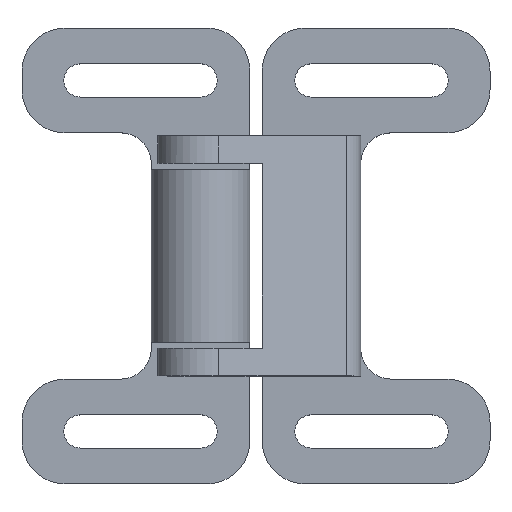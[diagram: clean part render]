
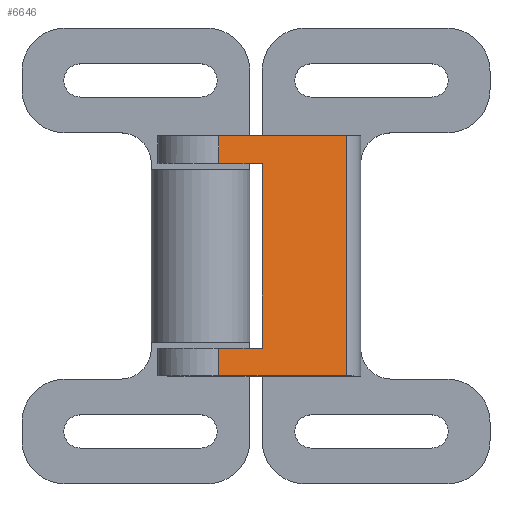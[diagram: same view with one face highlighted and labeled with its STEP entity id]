
A CAD part, top view. The second image highlights one B-rep face of the part: STEP entity #6646.
In plain terms, the highlighted planar face has unit normal (0.423, 0, 0.906).
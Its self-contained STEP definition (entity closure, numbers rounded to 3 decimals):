
#5357=CARTESIAN_POINT('',(0.807,0.866,0.711));
#5358=VERTEX_POINT('',#5357);
#5365=CARTESIAN_POINT('',(0.807,2.047,0.711));
#5366=VERTEX_POINT('',#5365);
#5367=CARTESIAN_POINT('',(0.807,2.047,0.711));
#5368=DIRECTION('',(0.0,-1.0,0.0));
#5369=VECTOR('',#5368,1.181);
#5370=LINE('',#5367,#5369);
#5371=EDGE_CURVE('',#5366,#5358,#5370,.T.);
#6339=CARTESIAN_POINT('',(0.53,2.047,0.84));
#6340=VERTEX_POINT('',#6339);
#6341=CARTESIAN_POINT('',(0.53,2.047,0.84));
#6342=DIRECTION('',(0.906,0.0,-0.423));
#6343=VECTOR('',#6342,0.306);
#6344=LINE('',#6341,#6343);
#6345=EDGE_CURVE('',#6340,#5366,#6344,.T.);
#6432=CARTESIAN_POINT('',(0.53,0.866,0.84));
#6433=VERTEX_POINT('',#6432);
#6441=CARTESIAN_POINT('',(0.53,0.866,0.84));
#6442=DIRECTION('',(0.906,0.,-0.423));
#6443=VECTOR('',#6442,0.306);
#6444=LINE('',#6441,#6443);
#6445=EDGE_CURVE('',#6433,#5358,#6444,.T.);
#6512=CARTESIAN_POINT('',(0.53,2.224,0.84));
#6513=VERTEX_POINT('',#6512);
#6521=CARTESIAN_POINT('',(1.346,2.224,0.46));
#6522=VERTEX_POINT('',#6521);
#6523=CARTESIAN_POINT('',(0.53,2.224,0.84));
#6524=DIRECTION('',(0.906,0.0,-0.423));
#6525=VECTOR('',#6524,0.901);
#6526=LINE('',#6523,#6525);
#6527=EDGE_CURVE('',#6513,#6522,#6526,.T.);
#6567=CARTESIAN_POINT('',(1.346,0.689,0.46));
#6568=VERTEX_POINT('',#6567);
#6576=CARTESIAN_POINT('',(0.53,0.689,0.84));
#6577=VERTEX_POINT('',#6576);
#6578=CARTESIAN_POINT('',(0.53,0.689,0.84));
#6579=DIRECTION('',(0.906,0.,-0.423));
#6580=VECTOR('',#6579,0.901);
#6581=LINE('',#6578,#6580);
#6582=EDGE_CURVE('',#6577,#6568,#6581,.T.);
#6616=CARTESIAN_POINT('',(1.387,0.612,0.441));
#6617=DIRECTION('',(-0.423,0.,-0.906));
#6618=DIRECTION('',(-0.906,0.,0.423));
#6619=AXIS2_PLACEMENT_3D('',#6616,#6617,#6618);
#6620=PLANE('',#6619);
#6621=ORIENTED_EDGE('',*,*,#6445,.F.);
#6622=CARTESIAN_POINT('',(0.53,0.866,0.84));
#6623=DIRECTION('',(0.0,-1.0,0.0));
#6624=VECTOR('',#6623,0.177);
#6625=LINE('',#6622,#6624);
#6626=EDGE_CURVE('',#6433,#6577,#6625,.T.);
#6627=ORIENTED_EDGE('',*,*,#6626,.T.);
#6628=ORIENTED_EDGE('',*,*,#6582,.T.);
#6629=CARTESIAN_POINT('',(1.346,2.224,0.46));
#6630=DIRECTION('',(0.0,-1.0,0.0));
#6631=VECTOR('',#6630,1.535);
#6632=LINE('',#6629,#6631);
#6633=EDGE_CURVE('',#6522,#6568,#6632,.T.);
#6634=ORIENTED_EDGE('',*,*,#6633,.F.);
#6635=ORIENTED_EDGE('',*,*,#6527,.F.);
#6636=CARTESIAN_POINT('',(0.53,2.224,0.84));
#6637=DIRECTION('',(0.0,-1.0,0.0));
#6638=VECTOR('',#6637,0.177);
#6639=LINE('',#6636,#6638);
#6640=EDGE_CURVE('',#6513,#6340,#6639,.T.);
#6641=ORIENTED_EDGE('',*,*,#6640,.T.);
#6642=ORIENTED_EDGE('',*,*,#6345,.T.);
#6643=ORIENTED_EDGE('',*,*,#5371,.T.);
#6644=EDGE_LOOP('',(#6621,#6627,#6628,#6634,#6635,#6641,#6642,#6643));
#6645=FACE_OUTER_BOUND('',#6644,.T.);
#6646=ADVANCED_FACE('',(#6645),#6620,.F.);
